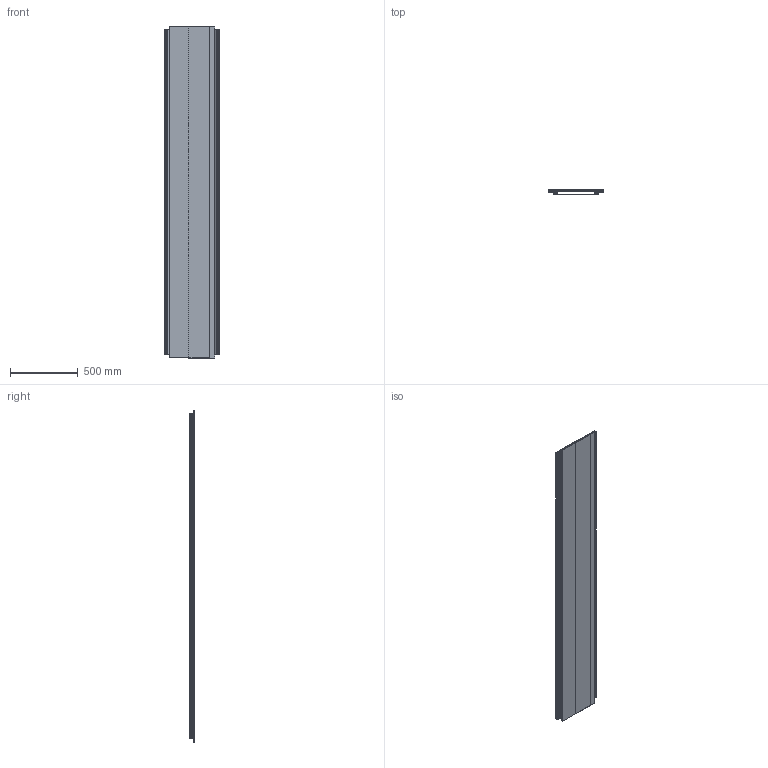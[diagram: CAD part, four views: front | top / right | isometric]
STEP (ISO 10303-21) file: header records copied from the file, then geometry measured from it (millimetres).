
FILE_DESCRIPTION (( 'STEP AP214' ), '1' );
FILE_NAME ('7424068.stp', '2021-06-03T09:18:30', ( '' ), ( '' ), 'SwSTEP 2.0', 'SolidWorks 2020', '' );
FILE_SCHEMA (( 'AUTOMOTIVE_DESIGN' ));
Length unit declared in the file: millimetre
Products named in the file (20): 40738A_39409468 40x240; 35083B_Standard; 40731F_Standard; 43938B_39400970; 35104333_Standard; 40737C_Standard; 40738A_39409465 40x140; 7424068; P_30700584_4_Standard; P_43939AA_1_33076320 - 205mm; 35104457_Standard; 43172B_Standard; 32812b_Standard; 43931C_Standard; P_43939AA_1_33076324 - 305mm; 43423F_verdr…kt
Assembly tree (80 placements, depth 3):
  7424068
    40738A_39409468 40x240
      43423F_verdr…kt
      P_43939AA_1_33076324 - 305mm
    40738A_39409465 40x140
      43423F_verdr…kt
      P_43939AA_1_33076320 - 205mm
    32812b_Standard  x2
    40737C_Standard
      43931C_Standard
      P_30700584_4_Standard
    40731F_Standard
      43938B_39400970
      43172B_Standard  x6
      35104333_Standard  x6
      35083B_Standard
    35104457_Standard  x18
    40731F_Standard
      43938B_39400970
      43172B_Standard  x6
      35104333_Standard  x6
      35083B_Standard
    40731F_Standard
      43938B_39400970
      43172B_Standard  x6
      35104333_Standard  x6
      35083B_Standard
    40737C_Standard
      43931C_Standard
      P_30700584_4_Standard
    40737C_Standard
      43931C_Standard
      P_30700584_4_Standard
Bounding box: 402.9 x 38.5 x 2450 mm (x, y, z)
Volume: 6232460.2 mm3; surface area: 6565327 mm2
Topology: 72 solids, 72 shells, 1639 faces, 4248 edges, 2822 vertices
Faces by surface type: plane 1013, cylinder 428, cone 90, bspline 90, torus 18
Full cylindrical faces by diameter (mm): 3.48 x18, 3.5 x18, 4 x9, 4.8 x18, 5 x18, 5.8 x18, 6 x18, 7.1 x18, 8 x21
Entity records: 13773 total; most frequent: CARTESIAN_POINT 3024, DIRECTION 1628, ORIENTED_EDGE 1564, EDGE_CURVE 782, AXIS2_PLACEMENT_3D 544, LINE 540, VECTOR 540, VERTEX_POINT 536
